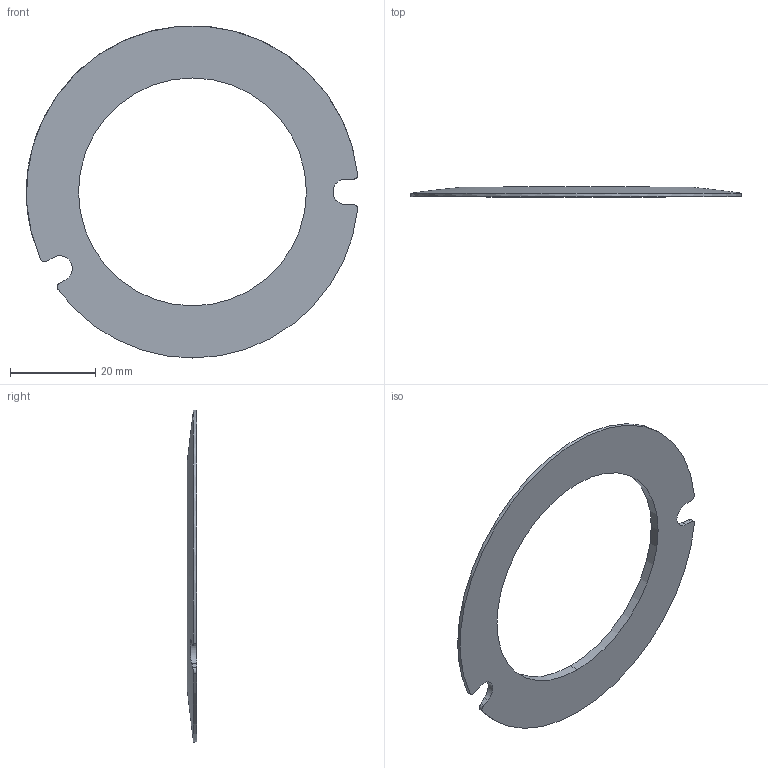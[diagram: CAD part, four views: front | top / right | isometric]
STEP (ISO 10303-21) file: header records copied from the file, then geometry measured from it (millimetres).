
FILE_DESCRIPTION (( 'STEP AP214' ), '1' );
FILE_NAME ('Top_Adaptor.STEP', '2021-06-17T20:53:22', ( '' ), ( '' ), 'SwSTEP 2.0', 'SolidWorks 2020', '' );
FILE_SCHEMA (( 'AUTOMOTIVE_DESIGN' ));
Length unit declared in the file: millimetre
Products named in the file (1): Top_Adaptor
Bounding box: 77.79 x 2.26 x 77.95 mm (x, y, z)
Volume: 3791.9 mm3; surface area: 5551.3 mm2
Topology: 1 solids, 1 shells, 19 faces, 54 edges, 36 vertices
Faces by surface type: cylinder 12, plane 5, sphere 2
Entity records: 760 total; most frequent: CARTESIAN_POINT 214, DIRECTION 112, ORIENTED_EDGE 108, EDGE_CURVE 54, AXIS2_PLACEMENT_3D 46, VERTEX_POINT 36, CIRCLE 26, VECTOR 20
